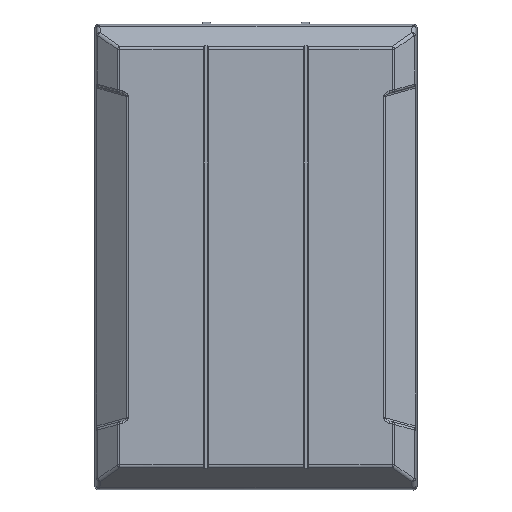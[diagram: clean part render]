
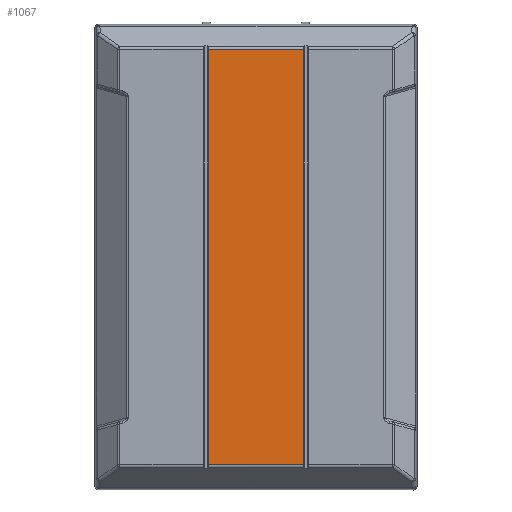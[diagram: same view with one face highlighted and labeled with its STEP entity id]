
A CAD part, front view. The second image highlights one B-rep face of the part: STEP entity #1067.
In plain terms, the highlighted planar face has unit normal (0, -1, 0).
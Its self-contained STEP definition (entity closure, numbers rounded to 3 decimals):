
#1067 = ADVANCED_FACE ( 'NONE', ( #7077 ), #9191, .F. ) ;
#1079 = CARTESIAN_POINT ( 'NONE',  ( -17.71, -6.2, -26.77 ) ) ;
#1676 = LINE ( 'NONE', #1079, #3354 ) ;
#2428 = ORIENTED_EDGE ( 'NONE', *, *, #15133, .F. ) ;
#3354 = VECTOR ( 'NONE', #10238, 1000. ) ;
#3512 = VERTEX_POINT ( 'NONE', #6834 ) ;
#3614 = DIRECTION ( 'NONE',  ( 1., 0., 0. ) ) ;
#3835 = ORIENTED_EDGE ( 'NONE', *, *, #13352, .F. ) ;
#4182 = CARTESIAN_POINT ( 'NONE',  ( -6.15, -6.2, 0. ) ) ;
#4565 = DIRECTION ( 'NONE',  ( 0., 0., -1. ) ) ;
#6782 = CARTESIAN_POINT ( 'NONE',  ( -6.15, -6.2, -26.77 ) ) ;
#6834 = CARTESIAN_POINT ( 'NONE',  ( -6.15, -6.2, 26.77 ) ) ;
#7077 = FACE_OUTER_BOUND ( 'NONE', #18741, .T. ) ;
#7137 = EDGE_CURVE ( 'NONE', #3512, #10562, #10035, .T. ) ;
#8414 = VECTOR ( 'NONE', #4565, 1000. ) ;
#8935 = AXIS2_PLACEMENT_3D ( 'NONE', #10098, #9173, #9109 ) ;
#9109 = DIRECTION ( 'NONE',  ( 0., 0., 1. ) ) ;
#9149 = LINE ( 'NONE', #18307, #8414 ) ;
#9173 = DIRECTION ( 'NONE',  ( 0., 1., 0. ) ) ;
#9191 = PLANE ( 'NONE',  #8935 ) ;
#9359 = CARTESIAN_POINT ( 'NONE',  ( 6.15, -6.2, 26.77 ) ) ;
#9962 = VECTOR ( 'NONE', #3614, 1000. ) ;
#10035 = LINE ( 'NONE', #14401, #9962 ) ;
#10037 = VERTEX_POINT ( 'NONE', #14971 ) ;
#10098 = CARTESIAN_POINT ( 'NONE',  ( 0., -6.2, 0. ) ) ;
#10238 = DIRECTION ( 'NONE',  ( -1., 0., 0. ) ) ;
#10562 = VERTEX_POINT ( 'NONE', #9359 ) ;
#10782 = VERTEX_POINT ( 'NONE', #6782 ) ;
#11371 = EDGE_CURVE ( 'NONE', #10782, #3512, #16571, .T. ) ;
#13016 = ORIENTED_EDGE ( 'NONE', *, *, #7137, .F. ) ;
#13352 = EDGE_CURVE ( 'NONE', #10562, #10037, #9149, .T. ) ;
#14401 = CARTESIAN_POINT ( 'NONE',  ( 17.698, -6.2, 26.77 ) ) ;
#14964 = DIRECTION ( 'NONE',  ( 0., 0., 1. ) ) ;
#14971 = CARTESIAN_POINT ( 'NONE',  ( 6.15, -6.2, -26.77 ) ) ;
#15133 = EDGE_CURVE ( 'NONE', #10037, #10782, #1676, .T. ) ;
#16078 = ORIENTED_EDGE ( 'NONE', *, *, #11371, .F. ) ;
#16571 = LINE ( 'NONE', #4182, #18422 ) ;
#18307 = CARTESIAN_POINT ( 'NONE',  ( 6.15, -6.2, 0. ) ) ;
#18422 = VECTOR ( 'NONE', #14964, 1000. ) ;
#18741 = EDGE_LOOP ( 'NONE', ( #16078, #2428, #3835, #13016 ) ) ;
